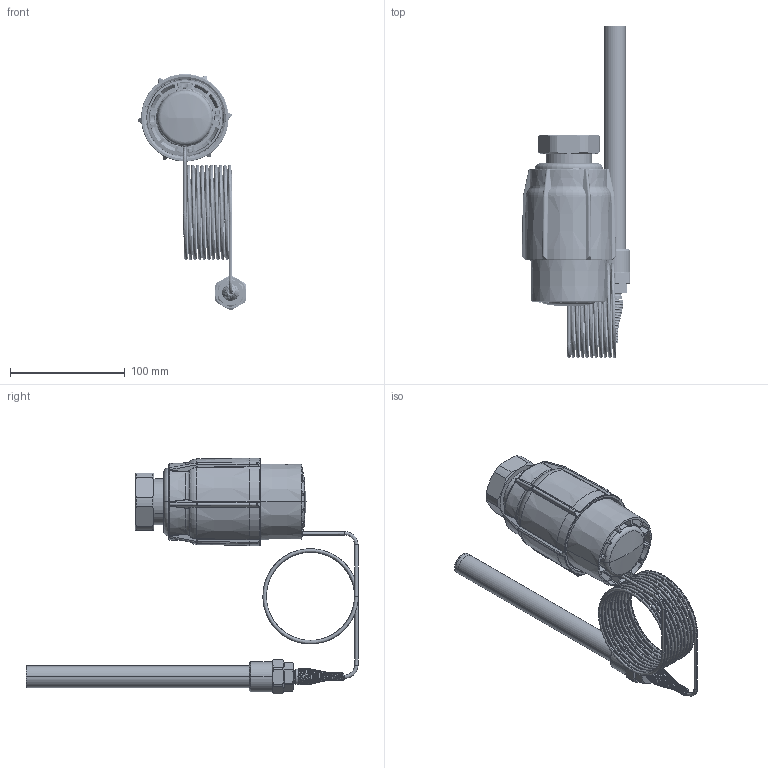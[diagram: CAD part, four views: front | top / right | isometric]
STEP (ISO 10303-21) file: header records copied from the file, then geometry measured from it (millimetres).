
FILE_DESCRIPTION((''),'2;1');
FILE_NAME('065-0600_ASM','2012-06-27T',('u258099'),('Danfoss'),'PRO/ENGINEER BY PARAMETRIC TECHNOLOGY CORPORATION, 2010370','PRO/ENGINEER BY PARAMETRIC TECHNOLOGY CORPORATION, 2010370','');
FILE_SCHEMA(('AUTOMOTIVE_DESIGN { 1 0 10303 214 1 1 1 1 }'));
Length unit declared in the file: millimetre
Products named in the file (17): 8460531; 8460533; 8460532; 8890090; 8460530; 84605700; 8460575; 8460580; 8460583; 8460561_ASM; 8460516; 8461058; 8461051; 8461059; 8461027; 8460568_ASM; 065-0600_ASM
Assembly tree (16 placements, depth 3):
  065-0600_ASM
    8460531
    8460533
    8460532
    8890090
    8460530
    8460561_ASM
      84605700
      8460575
      8460580
      8460583
    8460516
    8460568_ASM
      8461058
      8461051
      8461059
      8461027
Bounding box: 94.44 x 289.8 x 205.9 mm (x, y, z)
Volume: 216480.6 mm3; surface area: 214456.7 mm2
Topology: 14 solids, 14 shells, 1419 faces, 3557 edges, 2177 vertices
Faces by surface type: bspline 432, cylinder 391, plane 275, torus 140, cone 138, extrusion 21, revolution 16, sphere 6
Entity records: 119629 total; most frequent: CARTESIAN_POINT 77549, ORIENTED_EDGE 7106, DIRECTION 4940, EDGE_CURVE 3553, PRESENTATION_STYLE_ASSIGNMENT 3441, STYLED_ITEM 3441, CURVE_STYLE 3431, VERTEX_POINT 2177
